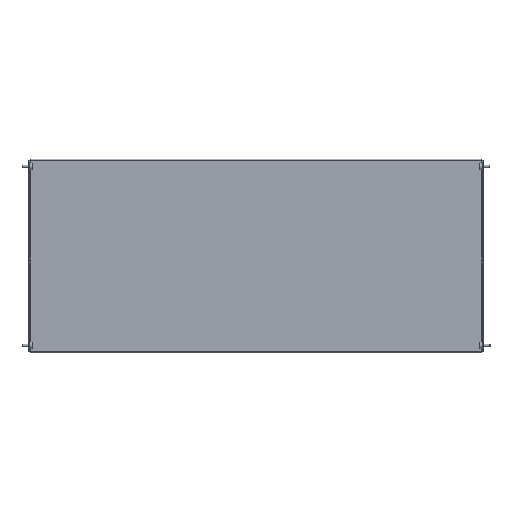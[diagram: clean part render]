
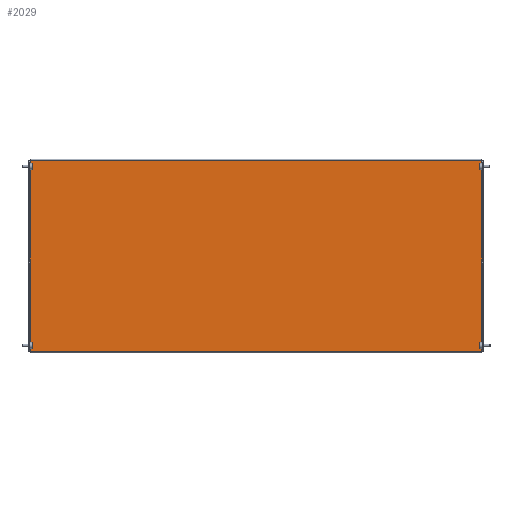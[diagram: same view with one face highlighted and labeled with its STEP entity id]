
A CAD part, top view. The second image highlights one B-rep face of the part: STEP entity #2029.
In plain terms, the highlighted planar face has unit normal (0, 0, 1).
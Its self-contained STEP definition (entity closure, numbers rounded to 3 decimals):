
#96 = DIRECTION ( 'NONE',  ( 1., 0., 0. ) ) ;
#231 = DIRECTION ( 'NONE',  ( 0., 1., 0. ) ) ;
#319 = LINE ( 'NONE', #1069, #1001 ) ;
#386 = CARTESIAN_POINT ( 'NONE',  ( 346.5, -146.5, 0. ) ) ;
#416 = EDGE_CURVE ( 'NONE', #1332, #1692, #319, .T. ) ;
#459 = CARTESIAN_POINT ( 'NONE',  ( -346.5, 146.5, 0. ) ) ;
#487 = VERTEX_POINT ( 'NONE', #386 ) ;
#490 = DIRECTION ( 'NONE',  ( -1., 0., 0. ) ) ;
#571 = CARTESIAN_POINT ( 'NONE',  ( -346.5, -146.5, 0. ) ) ;
#588 = ORIENTED_EDGE ( 'NONE', *, *, #763, .T. ) ;
#648 = LINE ( 'NONE', #1018, #968 ) ;
#676 = DIRECTION ( 'NONE',  ( 0., -1., 0. ) ) ;
#740 = DIRECTION ( 'NONE',  ( 0., 0., 1. ) ) ;
#763 = EDGE_CURVE ( 'NONE', #487, #1332, #2068, .T. ) ;
#880 = CARTESIAN_POINT ( 'NONE',  ( 0., 0., 0. ) ) ;
#932 = PLANE ( 'NONE',  #1609 ) ;
#968 = VECTOR ( 'NONE', #96, 1000. ) ;
#1001 = VECTOR ( 'NONE', #490, 1000. ) ;
#1018 = CARTESIAN_POINT ( 'NONE',  ( -346.5, -146.5, 0. ) ) ;
#1036 = LINE ( 'NONE', #1421, #2243 ) ;
#1064 = ORIENTED_EDGE ( 'NONE', *, *, #416, .T. ) ;
#1069 = CARTESIAN_POINT ( 'NONE',  ( 346.5, 146.5, 0. ) ) ;
#1181 = EDGE_CURVE ( 'NONE', #1942, #487, #648, .T. ) ;
#1312 = CARTESIAN_POINT ( 'NONE',  ( 346.5, 149., 0. ) ) ;
#1332 = VERTEX_POINT ( 'NONE', #1591 ) ;
#1353 = ORIENTED_EDGE ( 'NONE', *, *, #1787, .T. ) ;
#1421 = CARTESIAN_POINT ( 'NONE',  ( -346.5, 149., 0. ) ) ;
#1572 = VECTOR ( 'NONE', #231, 1000. ) ;
#1591 = CARTESIAN_POINT ( 'NONE',  ( 346.5, 146.5, 0. ) ) ;
#1607 = DIRECTION ( 'NONE',  ( 1., 0., 0. ) ) ;
#1609 = AXIS2_PLACEMENT_3D ( 'NONE', #880, #740, #1607 ) ;
#1692 = VERTEX_POINT ( 'NONE', #459 ) ;
#1787 = EDGE_CURVE ( 'NONE', #1692, #1942, #1036, .T. ) ;
#1942 = VERTEX_POINT ( 'NONE', #571 ) ;
#2029 = ADVANCED_FACE ( 'NONE', ( #2032 ), #932, .T. ) ;
#2032 = FACE_OUTER_BOUND ( 'NONE', #2126, .T. ) ;
#2068 = LINE ( 'NONE', #1312, #1572 ) ;
#2126 = EDGE_LOOP ( 'NONE', ( #1353, #2264, #588, #1064 ) ) ;
#2243 = VECTOR ( 'NONE', #676, 1000. ) ;
#2264 = ORIENTED_EDGE ( 'NONE', *, *, #1181, .T. ) ;
